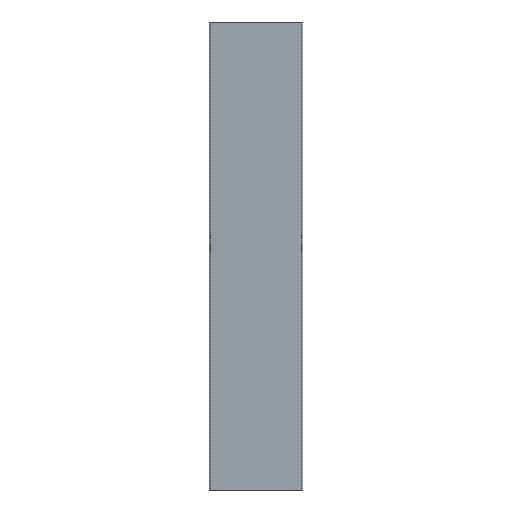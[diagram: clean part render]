
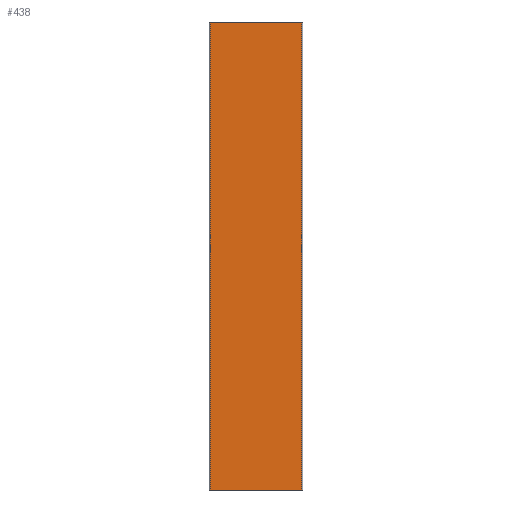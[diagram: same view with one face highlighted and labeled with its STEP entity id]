
A CAD part, front view. The second image highlights one B-rep face of the part: STEP entity #438.
In plain terms, the highlighted planar face has unit normal (0, -1, 0).
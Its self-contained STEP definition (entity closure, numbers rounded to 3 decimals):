
#20 = ORIENTED_EDGE ( 'NONE', *, *, #256, .F. ) ;
#50 = LINE ( 'NONE', #371, #431 ) ;
#61 = ORIENTED_EDGE ( 'NONE', *, *, #194, .T. ) ;
#77 = EDGE_CURVE ( 'NONE', #137, #521, #144, .T. ) ;
#81 = DIRECTION ( 'NONE',  ( 0., 0., -1. ) ) ;
#87 = CARTESIAN_POINT ( 'NONE',  ( 196., 0., 0. ) ) ;
#93 = DIRECTION ( 'NONE',  ( 0., 0., -1. ) ) ;
#106 = PLANE ( 'NONE',  #589 ) ;
#109 = DIRECTION ( 'NONE',  ( 0., 0., -1. ) ) ;
#130 = CARTESIAN_POINT ( 'NONE',  ( 196., 0., 2000. ) ) ;
#137 = VERTEX_POINT ( 'NONE', #130 ) ;
#144 = LINE ( 'NONE', #178, #300 ) ;
#155 = CARTESIAN_POINT ( 'NONE',  ( -200., 0., 2000. ) ) ;
#164 = DIRECTION ( 'NONE',  ( 0., -1., 0. ) ) ;
#170 = EDGE_LOOP ( 'NONE', ( #20, #588, #344, #61 ) ) ;
#178 = CARTESIAN_POINT ( 'NONE',  ( 196., 0., 2000. ) ) ;
#194 = EDGE_CURVE ( 'NONE', #342, #341, #219, .T. ) ;
#219 = LINE ( 'NONE', #401, #399 ) ;
#242 = CARTESIAN_POINT ( 'NONE',  ( -200., 0., 2000. ) ) ;
#256 = EDGE_CURVE ( 'NONE', #521, #341, #50, .T. ) ;
#279 = EDGE_CURVE ( 'NONE', #137, #342, #558, .T. ) ;
#290 = FACE_OUTER_BOUND ( 'NONE', #170, .T. ) ;
#300 = VECTOR ( 'NONE', #81, 1000. ) ;
#341 = VERTEX_POINT ( 'NONE', #389 ) ;
#342 = VERTEX_POINT ( 'NONE', #574 ) ;
#344 = ORIENTED_EDGE ( 'NONE', *, *, #279, .T. ) ;
#366 = DIRECTION ( 'NONE',  ( -1., 0., 0. ) ) ;
#371 = CARTESIAN_POINT ( 'NONE',  ( -200., 0., 0. ) ) ;
#377 = DIRECTION ( 'NONE',  ( -1., 0., 0. ) ) ;
#389 = CARTESIAN_POINT ( 'NONE',  ( -196., 0., 0. ) ) ;
#399 = VECTOR ( 'NONE', #93, 1000. ) ;
#401 = CARTESIAN_POINT ( 'NONE',  ( -196., 0., 2000. ) ) ;
#431 = VECTOR ( 'NONE', #377, 1000. ) ;
#438 = ADVANCED_FACE ( 'NONE', ( #290 ), #106, .T. ) ;
#521 = VERTEX_POINT ( 'NONE', #87 ) ;
#540 = VECTOR ( 'NONE', #366, 1000. ) ;
#558 = LINE ( 'NONE', #155, #540 ) ;
#574 = CARTESIAN_POINT ( 'NONE',  ( -196., 0., 2000. ) ) ;
#588 = ORIENTED_EDGE ( 'NONE', *, *, #77, .F. ) ;
#589 = AXIS2_PLACEMENT_3D ( 'NONE', #242, #164, #109 ) ;
